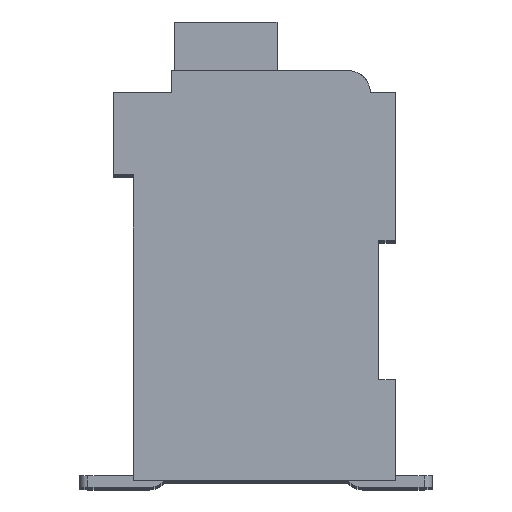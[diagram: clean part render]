
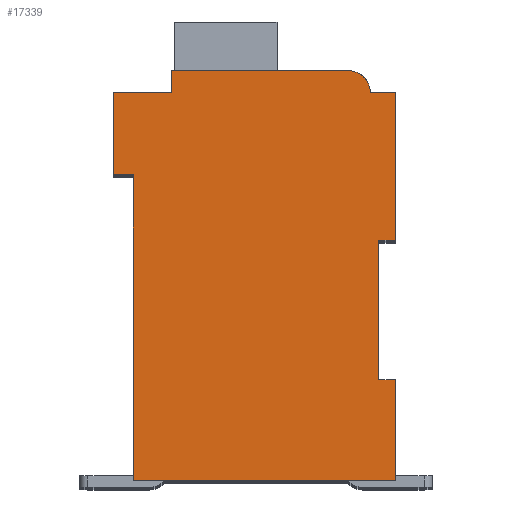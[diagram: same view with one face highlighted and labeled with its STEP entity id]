
A CAD part, top view. The second image highlights one B-rep face of the part: STEP entity #17339.
In plain terms, the highlighted planar face has unit normal (0, 0, 1).
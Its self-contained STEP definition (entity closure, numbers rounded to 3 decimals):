
#2816=DIRECTION('',(1.,0.,0.));
#2817=VECTOR('',#2816,0.5);
#2818=CARTESIAN_POINT('',(7.3,7.15,2.1));
#2819=LINE('',#2818,#2817);
#2820=DIRECTION('',(0.,1.,0.));
#2821=VECTOR('',#2820,4.15);
#2822=CARTESIAN_POINT('',(7.3,3.,2.1));
#2823=LINE('',#2822,#2821);
#2824=DIRECTION('',(-1.,0.,0.));
#2825=VECTOR('',#2824,0.5);
#2826=CARTESIAN_POINT('',(7.8,3.,2.1));
#2827=LINE('',#2826,#2825);
#2828=DIRECTION('',(0.,1.,0.));
#2829=VECTOR('',#2828,3.);
#2830=CARTESIAN_POINT('',(7.8,0.,2.1));
#2831=LINE('',#2830,#2829);
#2832=DIRECTION('',(1.,0.,0.));
#2833=VECTOR('',#2832,7.8);
#2834=CARTESIAN_POINT('',(0.,0.,2.1));
#2835=LINE('',#2834,#2833);
#2836=DIRECTION('',(0.,-1.,0.));
#2837=VECTOR('',#2836,9.1);
#2838=CARTESIAN_POINT('',(0.,9.1,2.1));
#2839=LINE('',#2838,#2837);
#2840=DIRECTION('',(1.,0.,0.));
#2841=VECTOR('',#2840,0.6);
#2842=CARTESIAN_POINT('',(-0.6,9.1,2.1));
#2843=LINE('',#2842,#2841);
#2844=DIRECTION('',(0.,-1.,0.));
#2845=VECTOR('',#2844,2.45);
#2846=CARTESIAN_POINT('',(-0.6,11.55,2.1));
#2847=LINE('',#2846,#2845);
#2848=DIRECTION('',(-1.,0.,0.));
#2849=VECTOR('',#2848,1.75);
#2850=CARTESIAN_POINT('',(1.15,11.55,2.1));
#2851=LINE('',#2850,#2849);
#2852=DIRECTION('',(0.,-1.,0.));
#2853=VECTOR('',#2852,0.65);
#2854=CARTESIAN_POINT('',(1.15,12.2,2.1));
#2855=LINE('',#2854,#2853);
#2856=DIRECTION('',(-1.,0.,0.));
#2857=VECTOR('',#2856,5.25);
#2858=CARTESIAN_POINT('',(6.4,12.2,2.1));
#2859=LINE('',#2858,#2857);
#2860=CARTESIAN_POINT('',(6.4,11.55,2.1));
#2861=DIRECTION('',(0.,0.,1.));
#2862=DIRECTION('',(1.,0.,0.));
#2863=AXIS2_PLACEMENT_3D('',#2860,#2861,#2862);
#2865=DIRECTION('',(-1.,0.,0.));
#2866=VECTOR('',#2865,0.75);
#2867=CARTESIAN_POINT('',(7.8,11.55,2.1));
#2868=LINE('',#2867,#2866);
#2869=DIRECTION('',(0.,1.,0.));
#2870=VECTOR('',#2869,4.4);
#2871=CARTESIAN_POINT('',(7.8,7.15,2.1));
#2872=LINE('',#2871,#2870);
#11347=CARTESIAN_POINT('',(7.3,7.15,2.1));
#11348=CARTESIAN_POINT('',(7.8,7.15,2.1));
#11349=VERTEX_POINT('',#11347);
#11350=VERTEX_POINT('',#11348);
#11351=CARTESIAN_POINT('',(7.8,11.55,2.1));
#11352=VERTEX_POINT('',#11351);
#11353=CARTESIAN_POINT('',(7.05,11.55,2.1));
#11354=VERTEX_POINT('',#11353);
#11355=CARTESIAN_POINT('',(6.4,12.2,2.1));
#11356=VERTEX_POINT('',#11355);
#11357=CARTESIAN_POINT('',(1.15,12.2,2.1));
#11358=VERTEX_POINT('',#11357);
#11359=CARTESIAN_POINT('',(1.15,11.55,2.1));
#11360=VERTEX_POINT('',#11359);
#11361=CARTESIAN_POINT('',(-0.6,11.55,2.1));
#11362=VERTEX_POINT('',#11361);
#11363=CARTESIAN_POINT('',(-0.6,9.1,2.1));
#11364=VERTEX_POINT('',#11363);
#11365=CARTESIAN_POINT('',(0.,9.1,2.1));
#11366=VERTEX_POINT('',#11365);
#11367=CARTESIAN_POINT('',(0.,0.,2.1));
#11368=VERTEX_POINT('',#11367);
#11369=CARTESIAN_POINT('',(7.8,0.,2.1));
#11370=VERTEX_POINT('',#11369);
#11371=CARTESIAN_POINT('',(7.8,3.,2.1));
#11372=VERTEX_POINT('',#11371);
#11373=CARTESIAN_POINT('',(7.3,3.,2.1));
#11374=VERTEX_POINT('',#11373);
#17315=CARTESIAN_POINT('',(0.,0.,2.1));
#17316=DIRECTION('',(0.,0.,1.));
#17317=DIRECTION('',(1.,0.,0.));
#17318=AXIS2_PLACEMENT_3D('',#17315,#17316,#17317);
#17319=PLANE('',#17318);
#17320=ORIENTED_EDGE('',*,*,#14876,.F.);
#17321=ORIENTED_EDGE('',*,*,#15455,.F.);
#17323=ORIENTED_EDGE('',*,*,#17322,.F.);
#17325=ORIENTED_EDGE('',*,*,#17324,.F.);
#17327=ORIENTED_EDGE('',*,*,#17326,.F.);
#17328=ORIENTED_EDGE('',*,*,#15662,.F.);
#17329=ORIENTED_EDGE('',*,*,#15782,.F.);
#17330=ORIENTED_EDGE('',*,*,#15996,.F.);
#17331=ORIENTED_EDGE('',*,*,#16215,.F.);
#17332=ORIENTED_EDGE('',*,*,#16284,.F.);
#17333=ORIENTED_EDGE('',*,*,#16622,.F.);
#17334=ORIENTED_EDGE('',*,*,#17117,.F.);
#17335=ORIENTED_EDGE('',*,*,#16997,.F.);
#17336=ORIENTED_EDGE('',*,*,#15191,.F.);
#17337=EDGE_LOOP('',(#17320,#17321,#17323,#17325,#17327,#17328,#17329,#17330,
#17331,#17332,#17333,#17334,#17335,#17336));
#17338=FACE_OUTER_BOUND('',#17337,.F.);
#2864=CIRCLE('',#2863,0.65);
#14876=EDGE_CURVE('',#11349,#11350,#2819,.T.);
#15191=EDGE_CURVE('',#11350,#11352,#2872,.T.);
#15455=EDGE_CURVE('',#11374,#11349,#2823,.T.);
#15662=EDGE_CURVE('',#11366,#11368,#2839,.T.);
#15782=EDGE_CURVE('',#11364,#11366,#2843,.T.);
#15996=EDGE_CURVE('',#11362,#11364,#2847,.T.);
#16215=EDGE_CURVE('',#11360,#11362,#2851,.T.);
#16284=EDGE_CURVE('',#11358,#11360,#2855,.T.);
#16622=EDGE_CURVE('',#11356,#11358,#2859,.T.);
#16997=EDGE_CURVE('',#11352,#11354,#2868,.T.);
#17117=EDGE_CURVE('',#11354,#11356,#2864,.T.);
#17322=EDGE_CURVE('',#11372,#11374,#2827,.T.);
#17324=EDGE_CURVE('',#11370,#11372,#2831,.T.);
#17326=EDGE_CURVE('',#11368,#11370,#2835,.T.);
#17339=ADVANCED_FACE('',(#17338),#17319,.T.);
